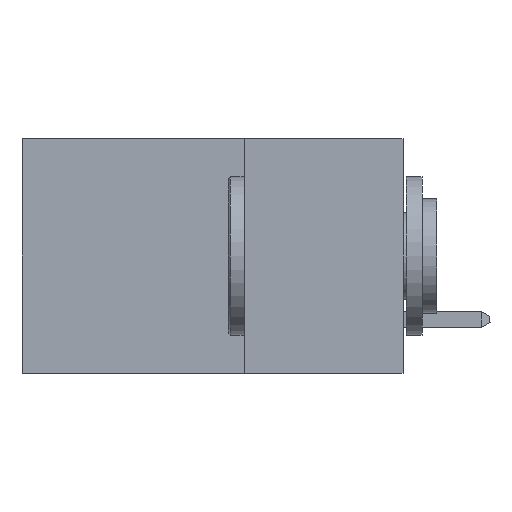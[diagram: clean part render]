
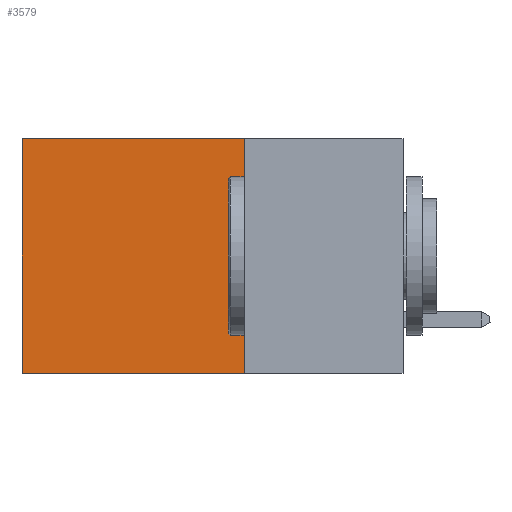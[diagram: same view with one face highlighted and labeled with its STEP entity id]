
A CAD part, left-side view. The second image highlights one B-rep face of the part: STEP entity #3579.
In plain terms, the highlighted planar face has unit normal (-1, 0, 0).
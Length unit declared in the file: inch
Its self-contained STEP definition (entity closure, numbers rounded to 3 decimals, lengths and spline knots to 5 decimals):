
#61 = ORIENTED_EDGE ( 'NONE', *, *, #31404, .T. ) ;
#2528 = EDGE_LOOP ( 'NONE', ( #35340, #22586, #33635, #61 ) ) ;
#2674 = LINE ( 'NONE', #19332, #23598 ) ;
#3579 = ADVANCED_FACE ( 'NONE', ( #3666 ), #29720, .F. ) ;
#3666 = FACE_OUTER_BOUND ( 'NONE', #2528, .T. ) ;
#4546 = VERTEX_POINT ( 'NONE', #34394 ) ;
#7039 = DIRECTION ( 'NONE',  ( 0., 1., 0. ) ) ;
#7262 = CARTESIAN_POINT ( 'NONE',  ( 0.2875, 0.6, 0. ) ) ;
#8074 = LINE ( 'NONE', #20464, #8924 ) ;
#8924 = VECTOR ( 'NONE', #7039, 39.37008 ) ;
#12613 = CARTESIAN_POINT ( 'NONE',  ( 0.2875, 0.25, 0. ) ) ;
#14589 = VERTEX_POINT ( 'NONE', #16026 ) ;
#15363 = DIRECTION ( 'NONE',  ( 0., 0., -1. ) ) ;
#16026 = CARTESIAN_POINT ( 'NONE',  ( 0.2875, 0.25, 0. ) ) ;
#16528 = VERTEX_POINT ( 'NONE', #25294 ) ;
#19332 = CARTESIAN_POINT ( 'NONE',  ( 0.2875, 0.25, -0.37 ) ) ;
#20201 = CARTESIAN_POINT ( 'NONE',  ( 0.2875, 0.6, 0. ) ) ;
#20464 = CARTESIAN_POINT ( 'NONE',  ( 0.2875, 0.25, 0. ) ) ;
#22202 = VECTOR ( 'NONE', #15363, 39.37008 ) ;
#22586 = ORIENTED_EDGE ( 'NONE', *, *, #30427, .F. ) ;
#23400 = VECTOR ( 'NONE', #28438, 39.37008 ) ;
#23598 = VECTOR ( 'NONE', #27347, 39.37008 ) ;
#24373 = VERTEX_POINT ( 'NONE', #7262 ) ;
#24379 = DIRECTION ( 'NONE',  ( 1., 0., 0. ) ) ;
#24488 = CARTESIAN_POINT ( 'NONE',  ( 0.2875, 0.25, 0. ) ) ;
#25294 = CARTESIAN_POINT ( 'NONE',  ( 0.2875, 0.25, -0.37 ) ) ;
#27347 = DIRECTION ( 'NONE',  ( 0., 1., 0. ) ) ;
#27904 = AXIS2_PLACEMENT_3D ( 'NONE', #24488, #24379, #32463 ) ;
#28438 = DIRECTION ( 'NONE',  ( 0., 0., -1. ) ) ;
#29720 = PLANE ( 'NONE',  #27904 ) ;
#30427 = EDGE_CURVE ( 'NONE', #16528, #4546, #2674, .T. ) ;
#31404 = EDGE_CURVE ( 'NONE', #14589, #24373, #8074, .T. ) ;
#32365 = LINE ( 'NONE', #20201, #23400 ) ;
#32385 = LINE ( 'NONE', #12613, #22202 ) ;
#32463 = DIRECTION ( 'NONE',  ( 0., 0., -1. ) ) ;
#33635 = ORIENTED_EDGE ( 'NONE', *, *, #33900, .F. ) ;
#33900 = EDGE_CURVE ( 'NONE', #14589, #16528, #32385, .T. ) ;
#34394 = CARTESIAN_POINT ( 'NONE',  ( 0.2875, 0.6, -0.37 ) ) ;
#35118 = EDGE_CURVE ( 'NONE', #24373, #4546, #32365, .T. ) ;
#35340 = ORIENTED_EDGE ( 'NONE', *, *, #35118, .T. ) ;
